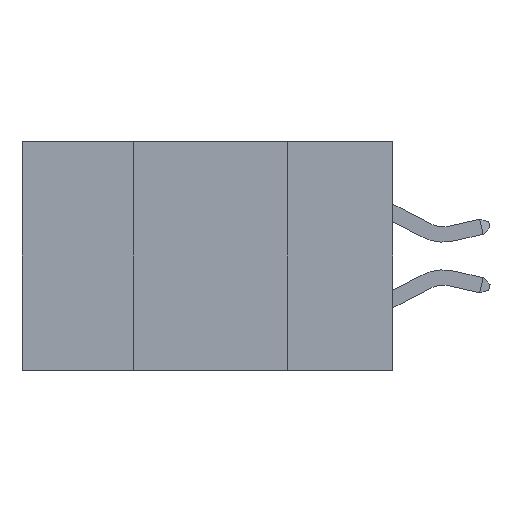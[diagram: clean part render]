
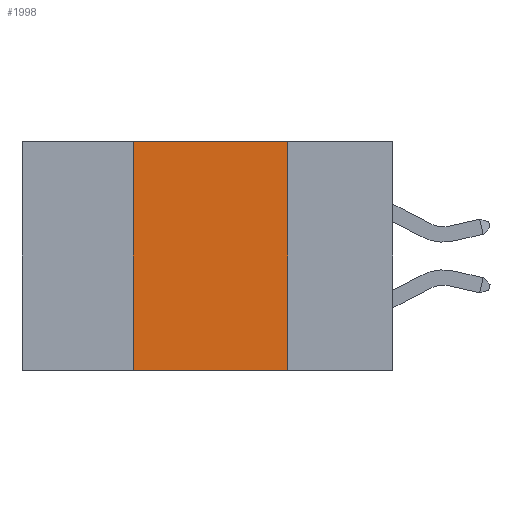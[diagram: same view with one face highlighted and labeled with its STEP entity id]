
A CAD part, left-side view. The second image highlights one B-rep face of the part: STEP entity #1998.
In plain terms, the highlighted planar face has unit normal (-1, 0, 0).
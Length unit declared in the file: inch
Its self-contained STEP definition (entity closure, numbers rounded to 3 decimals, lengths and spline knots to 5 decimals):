
#482 = EDGE_CURVE ( 'NONE', #12777, #10140, #2495, .T. ) ;
#490 = CARTESIAN_POINT ( 'NONE',  ( 0., 0.6, 0. ) ) ;
#566 = CARTESIAN_POINT ( 'NONE',  ( 0., 0.6, -0.37 ) ) ;
#1483 = CARTESIAN_POINT ( 'NONE',  ( 0., 0.17, 0. ) ) ;
#1509 = VECTOR ( 'NONE', #1594, 39.37008 ) ;
#1551 = CARTESIAN_POINT ( 'NONE',  ( 0., 0.42, 0. ) ) ;
#1594 = DIRECTION ( 'NONE',  ( 0., -1., 0. ) ) ;
#1771 = DIRECTION ( 'NONE',  ( 1., 0., 0. ) ) ;
#1879 = DIRECTION ( 'NONE',  ( 0., -1., 0. ) ) ;
#1998 = ADVANCED_FACE ( 'NONE', ( #2871 ), #3816, .F. ) ;
#2495 = LINE ( 'NONE', #490, #7264 ) ;
#2791 = CARTESIAN_POINT ( 'NONE',  ( 0., 0.6, 0. ) ) ;
#2871 = FACE_OUTER_BOUND ( 'NONE', #12742, .T. ) ;
#3013 = LINE ( 'NONE', #10666, #8724 ) ;
#3767 = CARTESIAN_POINT ( 'NONE',  ( 0., 0.42, -0.37 ) ) ;
#3816 = PLANE ( 'NONE',  #7367 ) ;
#3962 = VERTEX_POINT ( 'NONE', #3767 ) ;
#4577 = DIRECTION ( 'NONE',  ( 0., 0., 1. ) ) ;
#5418 = ORIENTED_EDGE ( 'NONE', *, *, #9738, .T. ) ;
#5443 = ORIENTED_EDGE ( 'NONE', *, *, #11039, .F. ) ;
#6006 = EDGE_CURVE ( 'NONE', #3962, #12777, #3013, .T. ) ;
#6673 = ORIENTED_EDGE ( 'NONE', *, *, #6006, .F. ) ;
#6830 = VECTOR ( 'NONE', #12690, 39.37008 ) ;
#7236 = CARTESIAN_POINT ( 'NONE',  ( 0., 0.17, 0. ) ) ;
#7264 = VECTOR ( 'NONE', #1879, 39.37008 ) ;
#7367 = AXIS2_PLACEMENT_3D ( 'NONE', #2791, #1771, #7845 ) ;
#7845 = DIRECTION ( 'NONE',  ( 0., 0., -1. ) ) ;
#8724 = VECTOR ( 'NONE', #4577, 39.37008 ) ;
#9738 = EDGE_CURVE ( 'NONE', #3962, #10203, #12329, .T. ) ;
#9847 = LINE ( 'NONE', #1483, #6830 ) ;
#10140 = VERTEX_POINT ( 'NONE', #7236 ) ;
#10203 = VERTEX_POINT ( 'NONE', #11388 ) ;
#10666 = CARTESIAN_POINT ( 'NONE',  ( 0., 0.42, 0. ) ) ;
#10946 = ORIENTED_EDGE ( 'NONE', *, *, #482, .F. ) ;
#11039 = EDGE_CURVE ( 'NONE', #10140, #10203, #9847, .T. ) ;
#11388 = CARTESIAN_POINT ( 'NONE',  ( 0., 0.17, -0.37 ) ) ;
#12329 = LINE ( 'NONE', #566, #1509 ) ;
#12690 = DIRECTION ( 'NONE',  ( 0., 0., -1. ) ) ;
#12742 = EDGE_LOOP ( 'NONE', ( #5443, #10946, #6673, #5418 ) ) ;
#12777 = VERTEX_POINT ( 'NONE', #1551 ) ;
